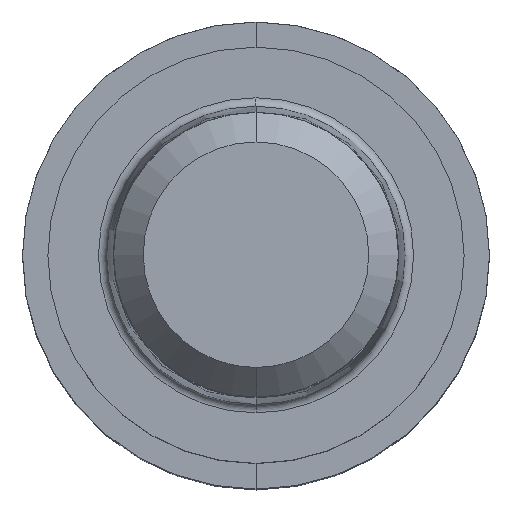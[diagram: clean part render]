
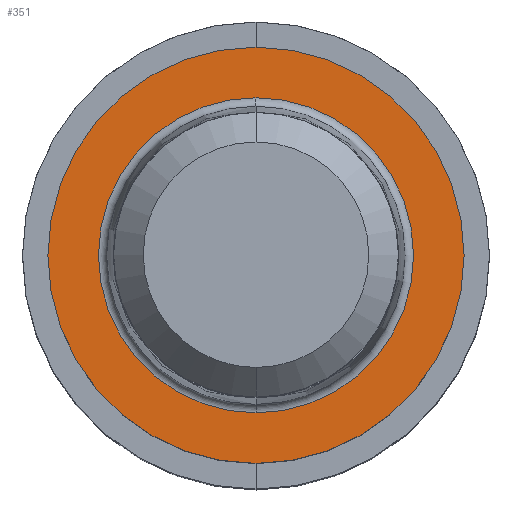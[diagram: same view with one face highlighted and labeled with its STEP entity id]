
A CAD part, top view. The second image highlights one B-rep face of the part: STEP entity #351.
In plain terms, the highlighted planar face has unit normal (0, 0, 1).
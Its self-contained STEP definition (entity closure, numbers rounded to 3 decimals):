
#221=VERTEX_POINT('',#545);
#235=VERTEX_POINT('',#560);
#275=EDGE_CURVE('',#235,#471,#602,.T.);
#303=VERTEX_POINT('',#635);
#331=EDGE_CURVE('',#471,#235,#667,.T.);
#335=EDGE_CURVE('',#221,#303,#671,.T.);
#351=ADVANCED_FACE('',(#688,#689),#690,.T.);
#357=EDGE_CURVE('',#303,#221,#696,.T.);
#471=VERTEX_POINT('',#829);
#545=CARTESIAN_POINT('',(0.,-9.8,0.01));
#560=CARTESIAN_POINT('',(0.,-7.42,0.01));
#602=CIRCLE('',#988,7.42);
#635=CARTESIAN_POINT('',(0.0,9.8,0.01));
#667=CIRCLE('',#1066,7.42);
#671=CIRCLE('',#1073,9.8);
#688=FACE_OUTER_BOUND('',#1093,.T.);
#689=FACE_BOUND('',#1094,.T.);
#690=PLANE('',#1095);
#696=CIRCLE('',#1105,9.8);
#829=CARTESIAN_POINT('',(0.0,7.42,0.01));
#988=AXIS2_PLACEMENT_3D('',#1400,#1401,#1402);
#1066=AXIS2_PLACEMENT_3D('',#1496,#1497,#1498);
#1073=AXIS2_PLACEMENT_3D('',#1500,#1501,#1502);
#1093=EDGE_LOOP('',(#1516,#1517));
#1094=EDGE_LOOP('',(#1518,#1519));
#1095=AXIS2_PLACEMENT_3D('',#1520,#1521,#1522);
#1105=AXIS2_PLACEMENT_3D('',#1527,#1528,#1529);
#1400=CARTESIAN_POINT('',(0.0,0.0,0.01));
#1401=DIRECTION('',(0.0,0.0,-1.0));
#1402=DIRECTION('',(0.0,1.0,0.0));
#1496=CARTESIAN_POINT('',(0.0,0.0,0.01));
#1497=DIRECTION('',(0.0,0.0,-1.0));
#1498=DIRECTION('',(0.0,1.0,0.0));
#1500=CARTESIAN_POINT('',(0.0,0.0,0.01));
#1501=DIRECTION('',(0.0,0.0,-1.0));
#1502=DIRECTION('',(0.0,1.0,0.0));
#1516=ORIENTED_EDGE('',*,*,#357,.F.);
#1517=ORIENTED_EDGE('',*,*,#335,.F.);
#1518=ORIENTED_EDGE('',*,*,#331,.T.);
#1519=ORIENTED_EDGE('',*,*,#275,.T.);
#1520=CARTESIAN_POINT('',(0.0,4.9,0.01));
#1521=DIRECTION('',(-0.0,0.0,1.0));
#1522=DIRECTION('',(0.0,-1.0,0.0));
#1527=CARTESIAN_POINT('',(0.0,0.0,0.01));
#1528=DIRECTION('',(0.0,0.0,-1.0));
#1529=DIRECTION('',(0.0,1.0,0.0));
